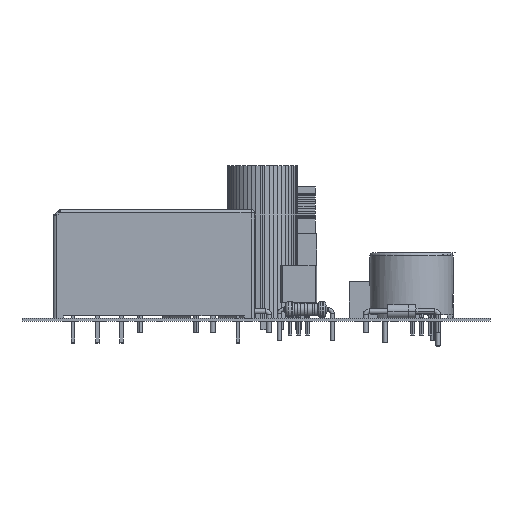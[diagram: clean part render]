
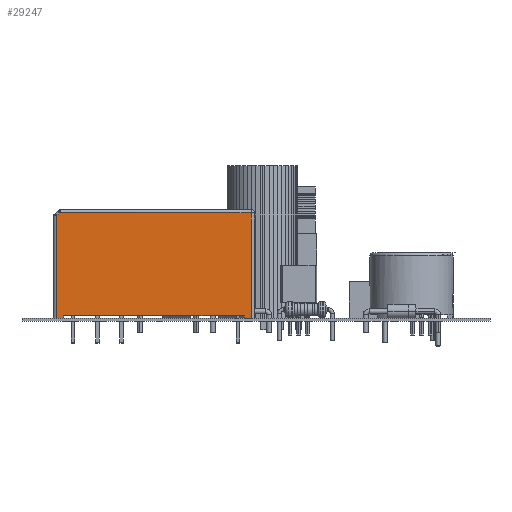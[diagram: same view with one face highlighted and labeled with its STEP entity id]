
A CAD part, front view. The second image highlights one B-rep face of the part: STEP entity #29247.
In plain terms, the highlighted planar face has unit normal (0, -1, 0).
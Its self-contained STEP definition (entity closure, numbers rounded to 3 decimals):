
#28824 = VERTEX_POINT('',#28825);
#28825 = CARTESIAN_POINT('',(38.775,54.924,15.2));
#28888 = VERTEX_POINT('',#28889);
#28889 = CARTESIAN_POINT('',(38.405,54.924,
    14.887));
#28966 = EDGE_CURVE('',#28888,#28824,#28967,.T.);
#28967 = LINE('',#28968,#28969);
#28968 = CARTESIAN_POINT('',(42.742,54.924,
    18.551));
#28969 = VECTOR('',#28970,1.);
#28970 = DIRECTION('',(0.764,0.,0.645)
  );
#29227 = EDGE_CURVE('',#28824,#29228,#29230,.T.);
#29228 = VERTEX_POINT('',#29229);
#29229 = CARTESIAN_POINT('',(66.405,54.924,15.2));
#29230 = LINE('',#29231,#29232);
#29231 = CARTESIAN_POINT('',(38.405,54.924,15.2));
#29232 = VECTOR('',#29233,1.);
#29233 = DIRECTION('',(1.,0.,0.));
#29247 = ADVANCED_FACE('',(#29248),#29306,.T.);
#29248 = FACE_BOUND('',#29249,.T.);
#29249 = EDGE_LOOP('',(#29250,#29251,#29259,#29267,#29275,#29283,#29291,
    #29299,#29305));
#29250 = ORIENTED_EDGE('',*,*,#28966,.F.);
#29251 = ORIENTED_EDGE('',*,*,#29252,.F.);
#29252 = EDGE_CURVE('',#29253,#28888,#29255,.T.);
#29253 = VERTEX_POINT('',#29254);
#29254 = CARTESIAN_POINT('',(38.405,54.924,0.));
#29255 = LINE('',#29256,#29257);
#29256 = CARTESIAN_POINT('',(38.405,54.924,0.));
#29257 = VECTOR('',#29258,1.);
#29258 = DIRECTION('',(0.,0.,1.));
#29259 = ORIENTED_EDGE('',*,*,#29260,.F.);
#29260 = EDGE_CURVE('',#29261,#29253,#29263,.T.);
#29261 = VERTEX_POINT('',#29262);
#29262 = CARTESIAN_POINT('',(39.405,54.924,0.));
#29263 = LINE('',#29264,#29265);
#29264 = CARTESIAN_POINT('',(66.405,54.924,0.));
#29265 = VECTOR('',#29266,1.);
#29266 = DIRECTION('',(-1.,0.,0.));
#29267 = ORIENTED_EDGE('',*,*,#29268,.T.);
#29268 = EDGE_CURVE('',#29261,#29269,#29271,.T.);
#29269 = VERTEX_POINT('',#29270);
#29270 = CARTESIAN_POINT('',(39.405,54.924,0.4));
#29271 = LINE('',#29272,#29273);
#29272 = CARTESIAN_POINT('',(39.405,54.924,0.));
#29273 = VECTOR('',#29274,1.);
#29274 = DIRECTION('',(0.,0.,1.));
#29275 = ORIENTED_EDGE('',*,*,#29276,.T.);
#29276 = EDGE_CURVE('',#29269,#29277,#29279,.T.);
#29277 = VERTEX_POINT('',#29278);
#29278 = CARTESIAN_POINT('',(65.405,54.924,0.4));
#29279 = LINE('',#29280,#29281);
#29280 = CARTESIAN_POINT('',(59.655,54.924,0.4));
#29281 = VECTOR('',#29282,1.);
#29282 = DIRECTION('',(1.,0.,0.));
#29283 = ORIENTED_EDGE('',*,*,#29284,.T.);
#29284 = EDGE_CURVE('',#29277,#29285,#29287,.T.);
#29285 = VERTEX_POINT('',#29286);
#29286 = CARTESIAN_POINT('',(65.405,54.924,0.));
#29287 = LINE('',#29288,#29289);
#29288 = CARTESIAN_POINT('',(65.405,54.924,0.));
#29289 = VECTOR('',#29290,1.);
#29290 = DIRECTION('',(0.,0.,-1.));
#29291 = ORIENTED_EDGE('',*,*,#29292,.F.);
#29292 = EDGE_CURVE('',#29293,#29285,#29295,.T.);
#29293 = VERTEX_POINT('',#29294);
#29294 = CARTESIAN_POINT('',(66.405,54.924,0.));
#29295 = LINE('',#29296,#29297);
#29296 = CARTESIAN_POINT('',(66.405,54.924,0.));
#29297 = VECTOR('',#29298,1.);
#29298 = DIRECTION('',(-1.,0.,0.));
#29299 = ORIENTED_EDGE('',*,*,#29300,.T.);
#29300 = EDGE_CURVE('',#29293,#29228,#29301,.T.);
#29301 = LINE('',#29302,#29303);
#29302 = CARTESIAN_POINT('',(66.405,54.924,0.));
#29303 = VECTOR('',#29304,1.);
#29304 = DIRECTION('',(0.,0.,1.));
#29305 = ORIENTED_EDGE('',*,*,#29227,.F.);
#29306 = PLANE('',#29307);
#29307 = AXIS2_PLACEMENT_3D('',#29308,#29309,#29310);
#29308 = CARTESIAN_POINT('',(66.905,54.924,0.));
#29309 = DIRECTION('',(0.,-1.,0.));
#29310 = DIRECTION('',(-1.,0.,0.));
